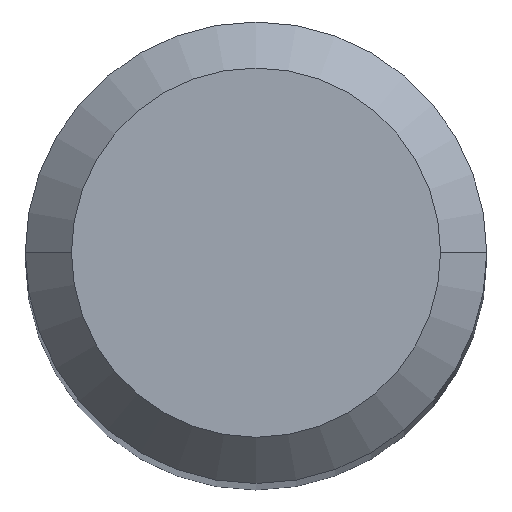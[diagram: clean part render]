
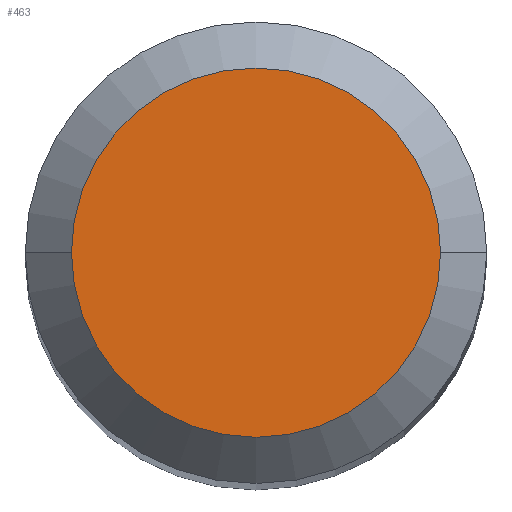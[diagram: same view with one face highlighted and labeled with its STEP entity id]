
A CAD part, top view. The second image highlights one B-rep face of the part: STEP entity #463.
In plain terms, the highlighted planar face has unit normal (0, 0, 1).
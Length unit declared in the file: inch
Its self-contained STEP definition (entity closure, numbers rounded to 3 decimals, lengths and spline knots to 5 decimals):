
#24 = AXIS2_PLACEMENT_3D ( 'NONE', #377, #268, #303 ) ;
#32 = ORIENTED_EDGE ( 'NONE', *, *, #79, .T. ) ;
#78 = CARTESIAN_POINT ( 'NONE',  ( 0.063, 0., 0. ) ) ;
#79 = EDGE_CURVE ( 'NONE', #140, #180, #338, .T. ) ;
#139 = CARTESIAN_POINT ( 'NONE',  ( -0.063, 0., 0. ) ) ;
#140 = VERTEX_POINT ( 'NONE', #139 ) ;
#155 = AXIS2_PLACEMENT_3D ( 'NONE', #169, #326, #477 ) ;
#160 = PLANE ( 'NONE',  #155 ) ;
#169 = CARTESIAN_POINT ( 'NONE',  ( 0., 0., 0. ) ) ;
#180 = VERTEX_POINT ( 'NONE', #78 ) ;
#192 = CIRCLE ( 'NONE', #24, 0.063 ) ;
#230 = EDGE_LOOP ( 'NONE', ( #32, #455 ) ) ;
#268 = DIRECTION ( 'NONE',  ( 0., 0., 1. ) ) ;
#285 = DIRECTION ( 'NONE',  ( 1., 0., 0. ) ) ;
#303 = DIRECTION ( 'NONE',  ( 1., 0., 0. ) ) ;
#320 = CARTESIAN_POINT ( 'NONE',  ( 0., 0., 0. ) ) ;
#326 = DIRECTION ( 'NONE',  ( 0., 0., -1. ) ) ;
#338 = CIRCLE ( 'NONE', #408, 0.063 ) ;
#346 = EDGE_CURVE ( 'NONE', #180, #140, #192, .T. ) ;
#377 = CARTESIAN_POINT ( 'NONE',  ( 0., 0., 0. ) ) ;
#408 = AXIS2_PLACEMENT_3D ( 'NONE', #320, #470, #285 ) ;
#455 = ORIENTED_EDGE ( 'NONE', *, *, #346, .T. ) ;
#463 = ADVANCED_FACE ( 'NONE', ( #475 ), #160, .F. ) ;
#470 = DIRECTION ( 'NONE',  ( 0., 0., 1. ) ) ;
#475 = FACE_OUTER_BOUND ( 'NONE', #230, .T. ) ;
#477 = DIRECTION ( 'NONE',  ( -1., 0., 0. ) ) ;
